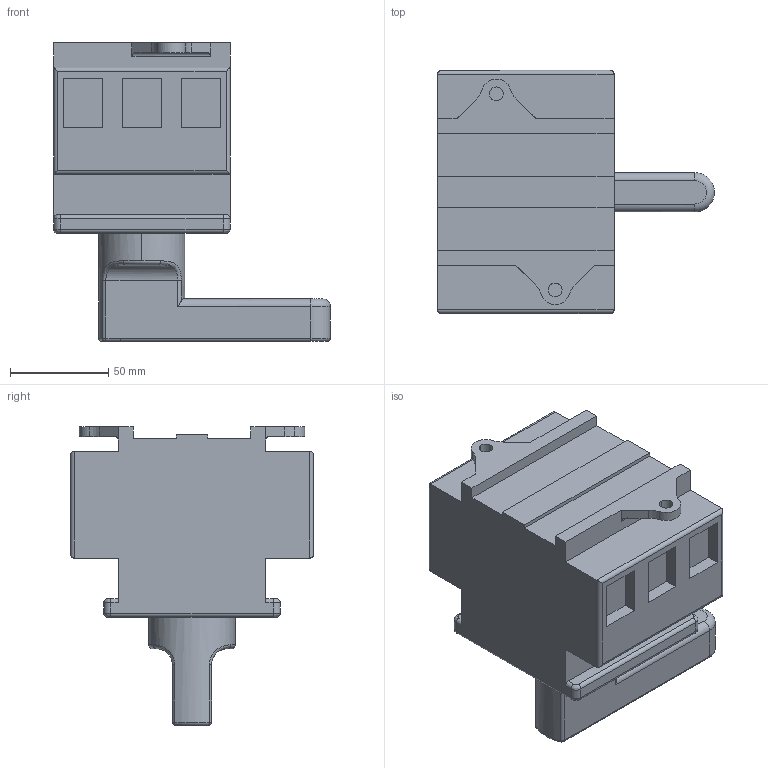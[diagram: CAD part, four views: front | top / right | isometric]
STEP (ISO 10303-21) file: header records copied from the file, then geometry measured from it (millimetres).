
FILE_DESCRIPTION((''),'2;1');
FILE_NAME('VBF5','2016-04-21T',('SESA328007'),('Schneider-Electric'),'PRO/ENGINEER BY PARAMETRIC TECHNOLOGY CORPORATION, 2014310','PRO/ENGINEER BY PARAMETRIC TECHNOLOGY CORPORATION, 2014310','');
FILE_SCHEMA(('CONFIG_CONTROL_DESIGN'));
Length unit declared in the file: millimetre
Products named in the file (1): VBF5
Bounding box: 141.2 x 124 x 152.2 mm (x, y, z)
Volume: 950996.8 mm3; surface area: 81059.9 mm2
Topology: 1 solids, 1 shells, 219 faces, 547 edges, 350 vertices
Faces by surface type: plane 132, cylinder 68, bspline 14, torus 5
Entity records: 6986 total; most frequent: CARTESIAN_POINT 1698, ORIENTED_EDGE 1094, DIRECTION 1066, EDGE_CURVE 547, VECTOR 390, LINE 390, VERTEX_POINT 350, AXIS2_PLACEMENT_3D 338
